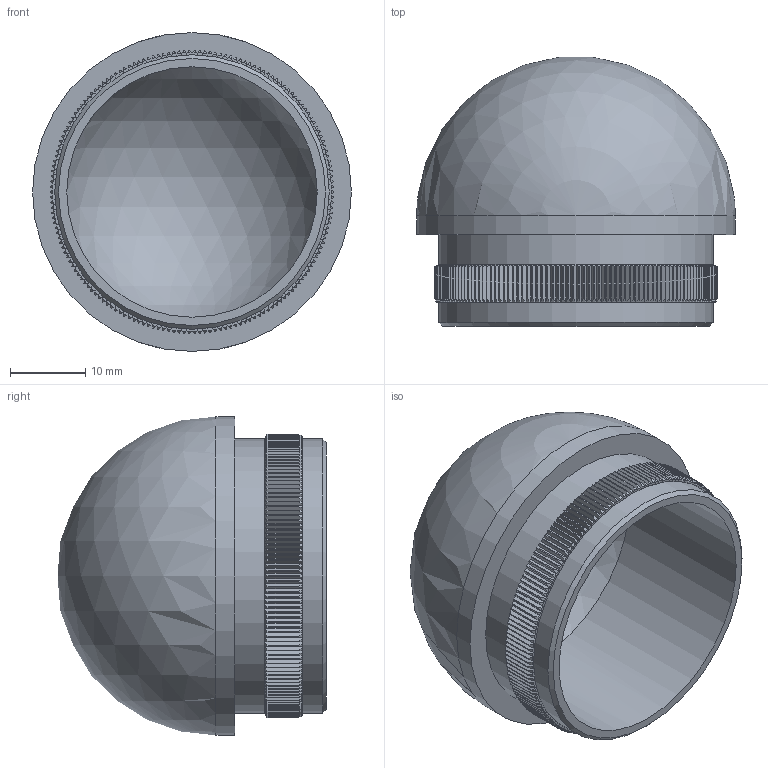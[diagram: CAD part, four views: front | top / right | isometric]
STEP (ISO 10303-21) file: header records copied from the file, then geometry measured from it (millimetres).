
FILE_DESCRIPTION (( 'STEP AP203' ), '1' );
FILE_NAME ('50270-240G-25.step', '2021-11-25T15:03:04', ( '' ), ( '' ), 'SwSTEP 2.0', 'SolidWorks 2018', '' );
FILE_SCHEMA (( 'CONFIG_CONTROL_DESIGN' ));
Length unit declared in the file: millimetre
Products named in the file (2): 50270-240G-25
Bounding box: 42.4 x 35.77 x 42.4 mm (x, y, z)
Volume: 12743.9 mm3; surface area: 9044.4 mm2
Topology: 1 solids, 1 shells, 1122 faces, 2927 edges, 1837 vertices
Faces by surface type: plane 459, cone 341, cylinder 202, bspline 118, sphere 2
Full cylindrical faces by diameter (mm): 33.3 x1, 36.5 x2, 42.4 x1
Entity records: 39927 total; most frequent: CARTESIAN_POINT 13990, ORIENTED_EDGE 5836, DIRECTION 4773, EDGE_CURVE 2918, VERTEX_POINT 1835, AXIS2_PLACEMENT_3D 1799, LINE 1175, VECTOR 1175
